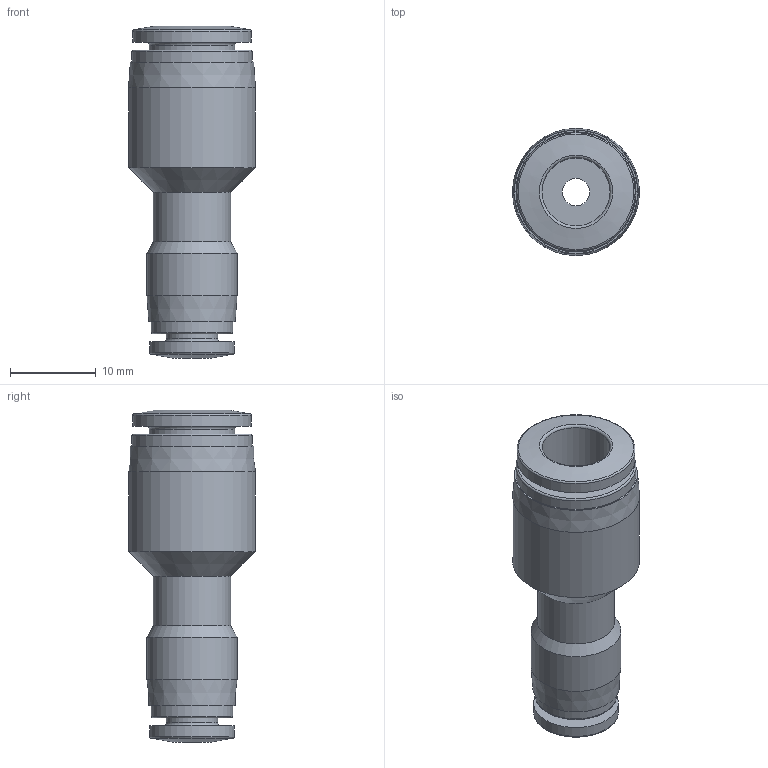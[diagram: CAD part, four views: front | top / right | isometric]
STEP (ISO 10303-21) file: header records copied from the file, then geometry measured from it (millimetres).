
FILE_DESCRIPTION(/* description */ ('STEP AP214'),/* implementation_level */ '2;1');
FILE_NAME(/* name */ '564800_QB-5_16T-5_32-U',/* time_stamp */ '2024-09-14T01:37:53+02:00',/* author */ ('License CC BY-ND 4.0'),/* organization */ ('CADENAS'),/* preprocessor_version */ 'ST-DEVELOPER v19.3',/* originating_system */ 'PARTsolutions',/* authorisation */ ' ');
FILE_SCHEMA (('AUTOMOTIVE_DESIGN {1 0 10303 214 3 1 1}'));
Length unit declared in the file: millimetre
Products named in the file (1): 564800 QB-5/16T-5/32-U
Bounding box: 14.8 x 14.8 x 38.7 mm (x, y, z)
Volume: 3229.3 mm3; surface area: 2601.9 mm2
Topology: 1 solids, 1 shells, 34 faces, 60 edges, 34 vertices
Faces by surface type: cylinder 12, torus 8, plane 8, cone 6
Full cylindrical faces by diameter (mm): 3.2 x1, 3.969 x1, 5.969 x1, 7.938 x1, 9 x1, 9.5 x1, 9.9 x1, 9.938 x1, 10.5 x1, 13.8 x1, 14 x1, 14.8 x1
Entity records: 951 total; most frequent: DIRECTION 138, CARTESIAN_POINT 103, AXIS2_PLACEMENT_3D 69, ORIENTED_EDGE 68, EDGE_LOOP 68, FACE_BOUND 68, EDGE_CURVE 34, VERTEX_POINT 34
